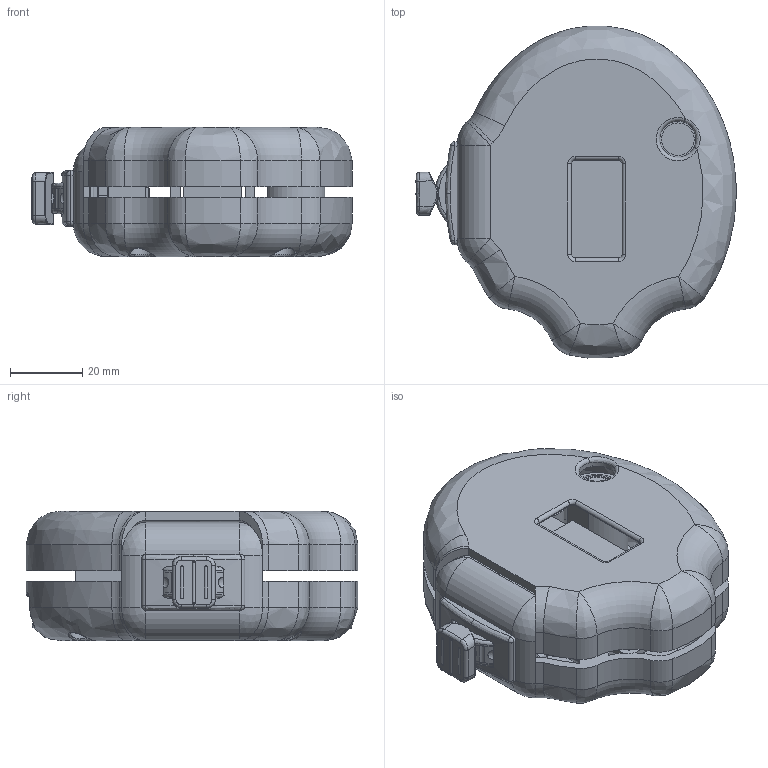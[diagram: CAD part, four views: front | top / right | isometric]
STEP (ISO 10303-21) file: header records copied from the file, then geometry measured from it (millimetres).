
FILE_DESCRIPTION(/* description */ (''),/* implementation_level */ '2;1');
FILE_NAME(/* name */ 'c76bff18-2cc9-40ee-baa3-f1c5575d2890.stp',/* time_stamp */ '2019-06-21T22:48:01+00:00',/* author */ (''),/* organization */ (''),/* preprocessor_version */ 'ST-DEVELOPER v18',/* originating_system */ 'Autodesk Translation Framework v8.2.0.1029',/* authorisation */ '');
FILE_SCHEMA (('AUTOMOTIVE_DESIGN { 1 0 10303 214 3 1 1 }'));
Length unit declared in the file: millimetre
Products named in the file (10): OSRR - Holy Hand Grenade; OSRRPCB; Component1; Component2; 32-TW-Series; Adafruit-PowerBoost1000; Component1_1; Component3; 700mAh 3.7v Lipo Pouch; 12mmPowerSwitch
Assembly tree (9 placements, depth 3):
  OSRR - Holy Hand Grenade
    OSRRPCB
      Component1
      Component2
    32-TW-Series
    Adafruit-PowerBoost1000
      Component1_1
      Component3
    700mAh 3.7v Lipo Pouch
    12mmPowerSwitch
Bounding box: 88.49 x 91.66 x 35.66 mm (x, y, z)
Volume: 81123.7 mm3; surface area: 57122.5 mm2
Topology: 11 solids, 11 shells, 806 faces, 2064 edges, 1307 vertices
Faces by surface type: plane 286, cylinder 211, bspline 138, torus 85, cone 60, sphere 26
Full cylindrical faces by diameter (mm): 2 x8, 2.134 x4, 2.44 x8, 2.5 x8, 3.2 x8, 3.9 x4, 6 x2, 9 x1, 10 x1, 12 x2, 14 x1
Entity records: 34406 total; most frequent: CARTESIAN_POINT 14984, ORIENTED_EDGE 4098, DIRECTION 3800, EDGE_CURVE 2049, AXIS2_PLACEMENT_3D 1510, VERTEX_POINT 1308, EDGE_LOOP 893, FACE_OUTER_BOUND 806
